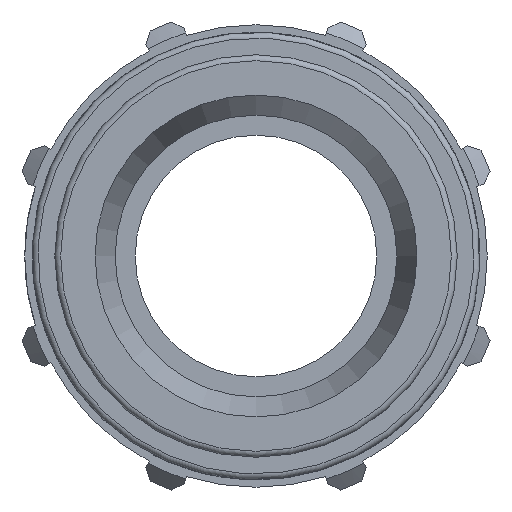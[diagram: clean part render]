
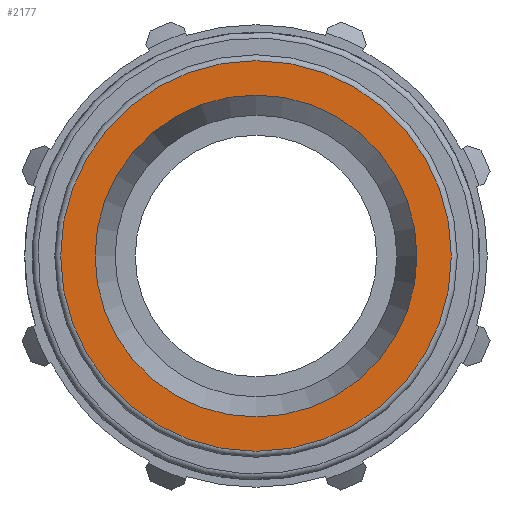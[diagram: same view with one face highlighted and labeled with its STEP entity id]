
A CAD part, left-side view. The second image highlights one B-rep face of the part: STEP entity #2177.
In plain terms, the highlighted planar face has unit normal (-1, 0, 0).
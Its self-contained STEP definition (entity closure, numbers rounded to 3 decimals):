
#405=PLANE('',#2309);
#474=FACE_BOUND('',#640,.T.);
#510=FACE_OUTER_BOUND('',#639,.T.);
#639=EDGE_LOOP('',(#1426));
#640=EDGE_LOOP('',(#1427));
#802=CIRCLE('',#2308,49.2);
#803=CIRCLE('',#2310,59.7);
#907=VERTEX_POINT('',#3155);
#908=VERTEX_POINT('',#3158);
#1120=EDGE_CURVE('',#907,#907,#802,.T.);
#1121=EDGE_CURVE('',#908,#908,#803,.T.);
#1426=ORIENTED_EDGE('',*,*,#1121,.F.);
#1427=ORIENTED_EDGE('',*,*,#1120,.F.);
#2177=ADVANCED_FACE('',(#510,#474),#405,.T.);
#2308=AXIS2_PLACEMENT_3D('',#3156,#2545,#2546);
#2309=AXIS2_PLACEMENT_3D('',#3157,#2547,#2548);
#2310=AXIS2_PLACEMENT_3D('',#3159,#2549,#2550);
#2545=DIRECTION('center_axis',(-1.,0.,0.));
#2546=DIRECTION('ref_axis',(0.,-1.,0.));
#2547=DIRECTION('center_axis',(-1.,0.,0.));
#2548=DIRECTION('ref_axis',(0.,0.,1.));
#2549=DIRECTION('center_axis',(1.,0.,0.));
#2550=DIRECTION('ref_axis',(0.,-1.,0.));
#3155=CARTESIAN_POINT('',(0.,49.2,0.));
#3156=CARTESIAN_POINT('Origin',(0.,0.,0.));
#3157=CARTESIAN_POINT('Origin',(0.,61.5,0.));
#3158=CARTESIAN_POINT('',(0.,59.7,0.));
#3159=CARTESIAN_POINT('Origin',(0.,0.,0.));
